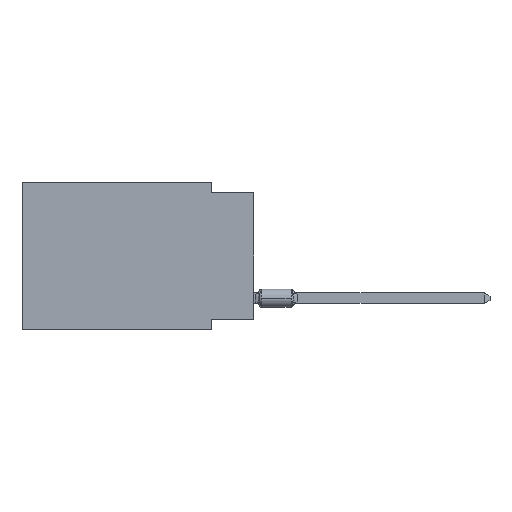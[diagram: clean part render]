
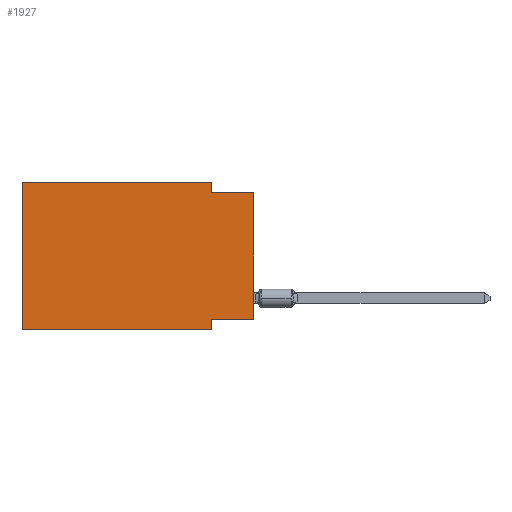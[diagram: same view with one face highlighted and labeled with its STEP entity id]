
A CAD part, left-side view. The second image highlights one B-rep face of the part: STEP entity #1927.
In plain terms, the highlighted planar face has unit normal (-1, 0, 0).
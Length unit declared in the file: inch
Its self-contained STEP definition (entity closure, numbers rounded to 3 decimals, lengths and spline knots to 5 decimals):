
#42 = EDGE_LOOP ( 'NONE', ( #8456, #3522, #5287, #7892, #51, #2271, #10308, #3431 ) ) ;
#51 = ORIENTED_EDGE ( 'NONE', *, *, #4063, .F. ) ;
#268 = FACE_OUTER_BOUND ( 'NONE', #42, .T. ) ;
#307 = VECTOR ( 'NONE', #13312, 39.37008 ) ;
#921 = VERTEX_POINT ( 'NONE', #12957 ) ;
#932 = CARTESIAN_POINT ( 'NONE',  ( 0., 0.55, -0.35 ) ) ;
#1927 = ADVANCED_FACE ( 'NONE', ( #268 ), #8645, .F. ) ;
#1931 = EDGE_CURVE ( 'NONE', #8541, #2516, #8168, .T. ) ;
#1997 = DIRECTION ( 'NONE',  ( 0., 0., 1. ) ) ;
#2136 = DIRECTION ( 'NONE',  ( 0., -1., 0. ) ) ;
#2271 = ORIENTED_EDGE ( 'NONE', *, *, #2685, .T. ) ;
#2516 = VERTEX_POINT ( 'NONE', #11997 ) ;
#2601 = LINE ( 'NONE', #10348, #10158 ) ;
#2685 = EDGE_CURVE ( 'NONE', #7325, #2516, #7666, .T. ) ;
#3000 = VECTOR ( 'NONE', #12755, 39.37008 ) ;
#3219 = CARTESIAN_POINT ( 'NONE',  ( 0., 0.55, 0. ) ) ;
#3431 = ORIENTED_EDGE ( 'NONE', *, *, #12058, .F. ) ;
#3504 = DIRECTION ( 'NONE',  ( 0., 0., -1. ) ) ;
#3522 = ORIENTED_EDGE ( 'NONE', *, *, #12734, .F. ) ;
#3998 = CARTESIAN_POINT ( 'NONE',  ( 0., 0., 0. ) ) ;
#4062 = CARTESIAN_POINT ( 'NONE',  ( 0., 0.1, 0. ) ) ;
#4063 = EDGE_CURVE ( 'NONE', #7325, #8185, #8075, .T. ) ;
#4545 = CARTESIAN_POINT ( 'NONE',  ( 0., 0.55, -0.35 ) ) ;
#4677 = CARTESIAN_POINT ( 'NONE',  ( 0., 0.55, 0. ) ) ;
#4829 = EDGE_CURVE ( 'NONE', #9886, #12456, #10599, .T. ) ;
#5287 = ORIENTED_EDGE ( 'NONE', *, *, #4829, .F. ) ;
#5594 = CARTESIAN_POINT ( 'NONE',  ( 0., 0.1, -0.35 ) ) ;
#5821 = CARTESIAN_POINT ( 'NONE',  ( 0., 0.55, 0. ) ) ;
#6078 = AXIS2_PLACEMENT_3D ( 'NONE', #12697, #9664, #3504 ) ;
#6198 = VERTEX_POINT ( 'NONE', #7932 ) ;
#6939 = EDGE_CURVE ( 'NONE', #8185, #9886, #7167, .T. ) ;
#6976 = VECTOR ( 'NONE', #8859, 39.37008 ) ;
#7167 = LINE ( 'NONE', #3219, #9542 ) ;
#7298 = CARTESIAN_POINT ( 'NONE',  ( 0., 0.1, -0.325 ) ) ;
#7325 = VERTEX_POINT ( 'NONE', #932 ) ;
#7357 = VECTOR ( 'NONE', #12754, 39.37008 ) ;
#7666 = LINE ( 'NONE', #4545, #7357 ) ;
#7832 = CARTESIAN_POINT ( 'NONE',  ( 0., 0., -0.325 ) ) ;
#7892 = ORIENTED_EDGE ( 'NONE', *, *, #6939, .F. ) ;
#7932 = CARTESIAN_POINT ( 'NONE',  ( 0., 0., -0.325 ) ) ;
#7956 = VECTOR ( 'NONE', #1997, 39.37008 ) ;
#8075 = LINE ( 'NONE', #5821, #10781 ) ;
#8168 = LINE ( 'NONE', #5594, #3000 ) ;
#8185 = VERTEX_POINT ( 'NONE', #4677 ) ;
#8456 = ORIENTED_EDGE ( 'NONE', *, *, #11633, .T. ) ;
#8541 = VERTEX_POINT ( 'NONE', #7298 ) ;
#8645 = PLANE ( 'NONE',  #6078 ) ;
#8859 = DIRECTION ( 'NONE',  ( 0., 1., 0. ) ) ;
#9542 = VECTOR ( 'NONE', #12491, 39.37008 ) ;
#9664 = DIRECTION ( 'NONE',  ( 1., 0., 0. ) ) ;
#9886 = VERTEX_POINT ( 'NONE', #11321 ) ;
#10032 = LINE ( 'NONE', #3998, #7956 ) ;
#10158 = VECTOR ( 'NONE', #2136, 39.37008 ) ;
#10308 = ORIENTED_EDGE ( 'NONE', *, *, #1931, .F. ) ;
#10348 = CARTESIAN_POINT ( 'NONE',  ( 0., 0., -0.025 ) ) ;
#10599 = LINE ( 'NONE', #4062, #307 ) ;
#10781 = VECTOR ( 'NONE', #12953, 39.37008 ) ;
#11321 = CARTESIAN_POINT ( 'NONE',  ( 0., 0.1, 0. ) ) ;
#11633 = EDGE_CURVE ( 'NONE', #6198, #921, #10032, .T. ) ;
#11997 = CARTESIAN_POINT ( 'NONE',  ( 0., 0.1, -0.35 ) ) ;
#12058 = EDGE_CURVE ( 'NONE', #6198, #8541, #12717, .T. ) ;
#12456 = VERTEX_POINT ( 'NONE', #12540 ) ;
#12491 = DIRECTION ( 'NONE',  ( 0., -1., 0. ) ) ;
#12540 = CARTESIAN_POINT ( 'NONE',  ( 0., 0.1, -0.025 ) ) ;
#12697 = CARTESIAN_POINT ( 'NONE',  ( 0., 0.55, 0. ) ) ;
#12717 = LINE ( 'NONE', #7832, #6976 ) ;
#12734 = EDGE_CURVE ( 'NONE', #12456, #921, #2601, .T. ) ;
#12754 = DIRECTION ( 'NONE',  ( 0., -1., 0. ) ) ;
#12755 = DIRECTION ( 'NONE',  ( 0., 0., -1. ) ) ;
#12953 = DIRECTION ( 'NONE',  ( 0., 0., 1. ) ) ;
#12957 = CARTESIAN_POINT ( 'NONE',  ( 0., 0., -0.025 ) ) ;
#13312 = DIRECTION ( 'NONE',  ( 0., 0., -1. ) ) ;
